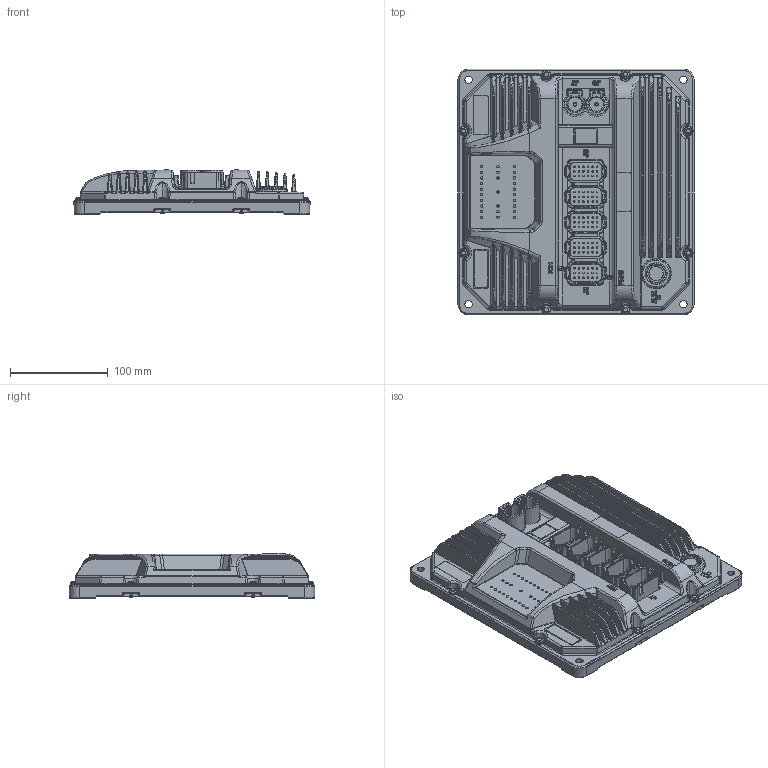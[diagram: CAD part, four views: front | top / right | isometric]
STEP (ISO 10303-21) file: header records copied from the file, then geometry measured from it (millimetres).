
FILE_DESCRIPTION((''),'2;1');
FILE_NAME('1071B04R01V01-PRELIMINARY_2022-','2022-06-10T',('KK10031'),('Parker Hannifin Canada'),'CREO PARAMETRIC BY PTC INC, 2015200','CREO PARAMETRIC BY PTC INC, 2015200','');
FILE_SCHEMA(('CONFIG_CONTROL_DESIGN'));
Products named in the file (1): 1071B04R01V01-PRELIMINARY_2022-
Bounding box: 241.92 x 251.92 x 45.15 mm (x, y, z)
Volume: 1655407.6 mm3; surface area: 240869.7 mm2
Topology: 1 solids, 12 shells, 4166 faces, 10857 edges, 6443 vertices
Faces by surface type: cylinder 1232, plane 1025, bspline 729, torus 416, sphere 380, cone 379, extrusion 5
Entity records: 166750 total; most frequent: CARTESIAN_POINT 72663, ORIENTED_EDGE 20862, DIRECTION 18120, EDGE_CURVE 10431, AXIS2_PLACEMENT_3D 7026, VERTEX_POINT 6443, EDGE_LOOP 4388, FACE_OUTER_BOUND 4166
